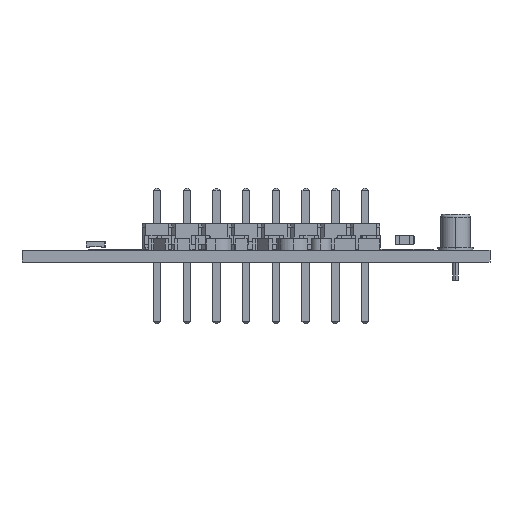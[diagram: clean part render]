
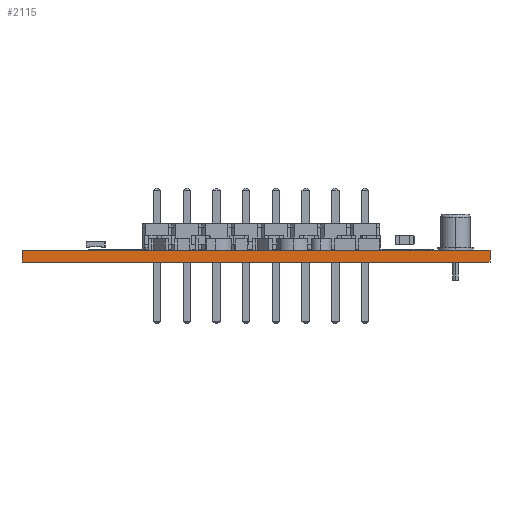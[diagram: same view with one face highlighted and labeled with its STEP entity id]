
A CAD part, front view. The second image highlights one B-rep face of the part: STEP entity #2115.
In plain terms, the highlighted planar face has unit normal (0, -1, 0).
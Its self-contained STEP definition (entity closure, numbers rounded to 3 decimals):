
#1198 = VECTOR ( 'NONE', #25190, 1000. ) ;
#1390 = CARTESIAN_POINT ( 'NONE',  ( 40., -60., 0. ) ) ;
#1879 = LINE ( 'NONE', #16916, #11770 ) ;
#2115 = ADVANCED_FACE ( 'NONE', ( #27611 ), #16008, .F. ) ;
#2800 = EDGE_CURVE ( 'NONE', #11110, #6520, #27872, .T. ) ;
#3988 = ORIENTED_EDGE ( 'NONE', *, *, #12949, .T. ) ;
#4018 = VECTOR ( 'NONE', #25714, 1000. ) ;
#5064 = CARTESIAN_POINT ( 'NONE',  ( 0., -60., 1. ) ) ;
#6520 = VERTEX_POINT ( 'NONE', #8211 ) ;
#7602 = LINE ( 'NONE', #19747, #27978 ) ;
#8211 = CARTESIAN_POINT ( 'NONE',  ( 40., -60., 1. ) ) ;
#8337 = DIRECTION ( 'NONE',  ( 0., 0., -1. ) ) ;
#8455 = EDGE_CURVE ( 'NONE', #6520, #14728, #1879, .T. ) ;
#9426 = CARTESIAN_POINT ( 'NONE',  ( 0., -60., 1. ) ) ;
#10706 = EDGE_CURVE ( 'NONE', #21614, #14728, #23208, .T. ) ;
#11110 = VERTEX_POINT ( 'NONE', #5064 ) ;
#11592 = DIRECTION ( 'NONE',  ( 0., 0., 1. ) ) ;
#11770 = VECTOR ( 'NONE', #14783, 1000. ) ;
#12949 = EDGE_CURVE ( 'NONE', #11110, #21614, #7602, .T. ) ;
#14728 = VERTEX_POINT ( 'NONE', #1390 ) ;
#14783 = DIRECTION ( 'NONE',  ( 0., 0., -1. ) ) ;
#16008 = PLANE ( 'NONE',  #24105 ) ;
#16916 = CARTESIAN_POINT ( 'NONE',  ( 40., -60., 1. ) ) ;
#18311 = DIRECTION ( 'NONE',  ( 0., 1., 0. ) ) ;
#19534 = ORIENTED_EDGE ( 'NONE', *, *, #2800, .F. ) ;
#19747 = CARTESIAN_POINT ( 'NONE',  ( 0., -60., 1. ) ) ;
#21614 = VERTEX_POINT ( 'NONE', #28990 ) ;
#21683 = ORIENTED_EDGE ( 'NONE', *, *, #8455, .F. ) ;
#22998 = EDGE_LOOP ( 'NONE', ( #26976, #21683, #19534, #3988 ) ) ;
#23208 = LINE ( 'NONE', #23608, #4018 ) ;
#23608 = CARTESIAN_POINT ( 'NONE',  ( 0., -60., 0. ) ) ;
#24105 = AXIS2_PLACEMENT_3D ( 'NONE', #9426, #18311, #11592 ) ;
#25190 = DIRECTION ( 'NONE',  ( 1., 0., 0. ) ) ;
#25714 = DIRECTION ( 'NONE',  ( 1., 0., 0. ) ) ;
#26976 = ORIENTED_EDGE ( 'NONE', *, *, #10706, .T. ) ;
#27611 = FACE_OUTER_BOUND ( 'NONE', #22998, .T. ) ;
#27872 = LINE ( 'NONE', #29501, #1198 ) ;
#27978 = VECTOR ( 'NONE', #8337, 1000. ) ;
#28990 = CARTESIAN_POINT ( 'NONE',  ( 0., -60., 0. ) ) ;
#29501 = CARTESIAN_POINT ( 'NONE',  ( 0., -60., 1. ) ) ;
